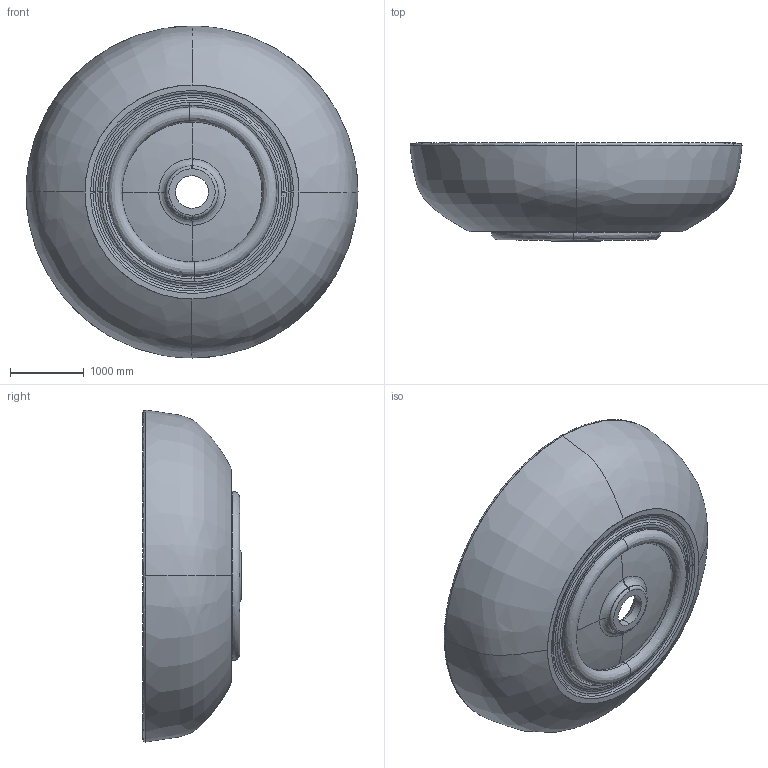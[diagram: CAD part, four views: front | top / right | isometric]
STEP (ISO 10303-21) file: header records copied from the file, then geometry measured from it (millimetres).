
FILE_DESCRIPTION(/* description */ (''),/* implementation_level */ '2;1');
FILE_NAME(/* name */ '3D7384~1',/* time_stamp */ '2021-07-14T16:41:19+02:00',/* author */ (''),/* organization */ (''),/* preprocessor_version */ 'ST-DEVELOPER v16.5',/* originating_system */ '',/* authorisation */ '');
FILE_SCHEMA (('AUTOMOTIVE_DESIGN'));
Length unit declared in the file: centimetre
Products named in the file (1): Document
Bounding box: 4500 x 1330 x 4500 mm (x, y, z)
Surface area: 52796647.4 mm2 (no closed solid volume)
Topology: 0 solids, 5 shells, 67 faces, 180 edges, 103 vertices
Faces by surface type: bspline 62, plane 5
Entity records: 6497 total; most frequent: CARTESIAN_POINT 5573, ORIENTED_EDGE 324, EDGE_CURVE 180, VERTEX_POINT 103, EDGE_LOOP 72, ADVANCED_FACE 67, FACE_OUTER_BOUND 67, B_SPLINE_CURVE_WITH_KNOTS 56
